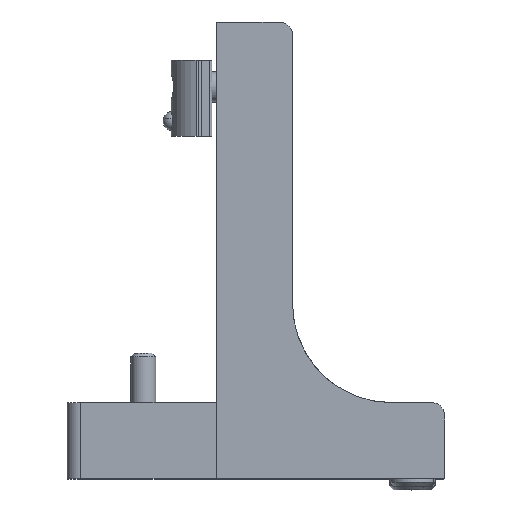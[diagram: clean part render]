
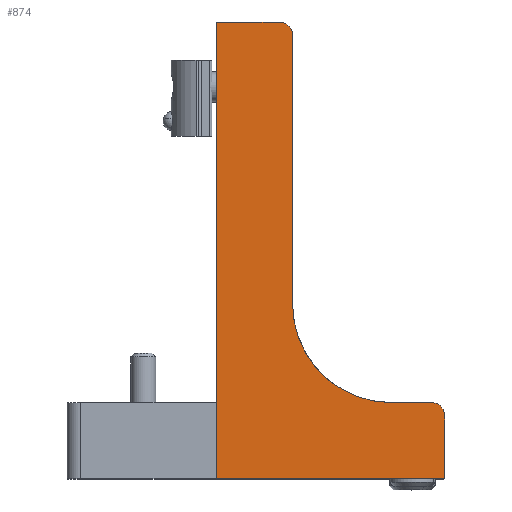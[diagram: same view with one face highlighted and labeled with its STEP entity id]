
A CAD part, top view. The second image highlights one B-rep face of the part: STEP entity #874.
In plain terms, the highlighted planar face has unit normal (0, 0, 1).
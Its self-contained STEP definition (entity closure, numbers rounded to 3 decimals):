
#744 = VERTEX_POINT ( 'NONE', #4015 ) ;
#852 = VERTEX_POINT ( 'NONE', #4349 ) ;
#854 = EDGE_CURVE ( 'NONE', #744, #852, #4348, .T. ) ;
#856 = VERTEX_POINT ( 'NONE', #4337 ) ;
#857 = ORIENTED_EDGE ( 'NONE', *, *, #858, .F. ) ;
#858 = EDGE_CURVE ( 'NONE', #859, #856, #4336, .T. ) ;
#859 = VERTEX_POINT ( 'NONE', #4332 ) ;
#860 = ORIENTED_EDGE ( 'NONE', *, *, #861, .F. ) ;
#861 = EDGE_CURVE ( 'NONE', #862, #859, #4331, .T. ) ;
#862 = VERTEX_POINT ( 'NONE', #4392 ) ;
#863 = ORIENTED_EDGE ( 'NONE', *, *, #864, .F. ) ;
#864 = EDGE_CURVE ( 'NONE', #865, #862, #4391, .T. ) ;
#865 = VERTEX_POINT ( 'NONE', #4387 ) ;
#866 = ORIENTED_EDGE ( 'NONE', *, *, #921, .F. ) ;
#867 = VERTEX_POINT ( 'NONE', #4386 ) ;
#874 = ADVANCED_FACE ( 'NONE', ( #4376 ), #4375, .T. ) ;
#875 = EDGE_LOOP ( 'NONE', ( #876, #879, #880, #936, #857, #860, #863, #866, #922, #925 ) ) ;
#876 = ORIENTED_EDGE ( 'NONE', *, *, #877, .F. ) ;
#877 = EDGE_CURVE ( 'NONE', #744, #878, #4370, .T. ) ;
#878 = VERTEX_POINT ( 'NONE', #4366 ) ;
#879 = ORIENTED_EDGE ( 'NONE', *, *, #854, .T. ) ;
#880 = ORIENTED_EDGE ( 'NONE', *, *, #881, .F. ) ;
#881 = EDGE_CURVE ( 'NONE', #935, #852, #4365, .T. ) ;
#921 = EDGE_CURVE ( 'NONE', #867, #865, #4481, .T. ) ;
#922 = ORIENTED_EDGE ( 'NONE', *, *, #923, .F. ) ;
#923 = EDGE_CURVE ( 'NONE', #924, #867, #4476, .T. ) ;
#924 = VERTEX_POINT ( 'NONE', #4472 ) ;
#925 = ORIENTED_EDGE ( 'NONE', *, *, #926, .F. ) ;
#926 = EDGE_CURVE ( 'NONE', #878, #924, #4471, .T. ) ;
#935 = VERTEX_POINT ( 'NONE', #4512 ) ;
#936 = ORIENTED_EDGE ( 'NONE', *, *, #937, .F. ) ;
#937 = EDGE_CURVE ( 'NONE', #856, #935, #4511, .T. ) ;
#4015 = CARTESIAN_POINT ( 'NONE',  ( 113.805, -10.839, 5.572 ) ) ;
#4328 = DIRECTION ( 'NONE',  ( 0., 1., 0. ) ) ;
#4329 = VECTOR ( 'NONE', #4328, 1000. ) ;
#4330 = CARTESIAN_POINT ( 'NONE',  ( 67.805, -30.839, 5.572 ) ) ;
#4331 = LINE ( 'NONE', #4330, #4329 ) ;
#4332 = CARTESIAN_POINT ( 'NONE',  ( 67.805, 89.161, 5.572 ) ) ;
#4333 = DIRECTION ( 'NONE',  ( 1., 0., 0. ) ) ;
#4334 = VECTOR ( 'NONE', #4333, 1000. ) ;
#4335 = CARTESIAN_POINT ( 'NONE',  ( 67.805, 89.161, 5.572 ) ) ;
#4336 = LINE ( 'NONE', #4335, #4334 ) ;
#4337 = CARTESIAN_POINT ( 'NONE',  ( 84.305, 89.161, 5.572 ) ) ;
#4344 = DIRECTION ( 'NONE',  ( 1., 0., 0. ) ) ;
#4345 = DIRECTION ( 'NONE',  ( 0., 0., -1. ) ) ;
#4346 = CARTESIAN_POINT ( 'NONE',  ( 113.805, 15.161, 5.572 ) ) ;
#4347 = AXIS2_PLACEMENT_3D ( 'NONE', #4346, #4345, #4344 ) ;
#4348 = CIRCLE ( 'NONE', #4347, 26. ) ;
#4349 = CARTESIAN_POINT ( 'NONE',  ( 87.805, 15.161, 5.572 ) ) ;
#4362 = DIRECTION ( 'NONE',  ( 0., -1., 0. ) ) ;
#4363 = VECTOR ( 'NONE', #4362, 1000. ) ;
#4364 = CARTESIAN_POINT ( 'NONE',  ( 87.805, 85.661, 5.572 ) ) ;
#4365 = LINE ( 'NONE', #4364, #4363 ) ;
#4366 = CARTESIAN_POINT ( 'NONE',  ( 124.305, -10.839, 5.572 ) ) ;
#4367 = DIRECTION ( 'NONE',  ( 1., 0., 0. ) ) ;
#4368 = VECTOR ( 'NONE', #4367, 1000. ) ;
#4369 = CARTESIAN_POINT ( 'NONE',  ( 113.805, -10.839, 5.572 ) ) ;
#4370 = LINE ( 'NONE', #4369, #4368 ) ;
#4371 = DIRECTION ( 'NONE',  ( 1., 0., 0. ) ) ;
#4372 = DIRECTION ( 'NONE',  ( 0., 0., 1. ) ) ;
#4373 = CARTESIAN_POINT ( 'NONE',  ( 86.632, 18.991, 5.572 ) ) ;
#4374 = AXIS2_PLACEMENT_3D ( 'NONE', #4373, #4372, #4371 ) ;
#4375 = PLANE ( 'NONE',  #4374 ) ;
#4376 = FACE_OUTER_BOUND ( 'NONE', #875, .T. ) ;
#4386 = CARTESIAN_POINT ( 'NONE',  ( 127.805, -30.539, 5.572 ) ) ;
#4387 = CARTESIAN_POINT ( 'NONE',  ( 127.505, -30.839, 5.572 ) ) ;
#4388 = DIRECTION ( 'NONE',  ( -1., 0., 0. ) ) ;
#4389 = VECTOR ( 'NONE', #4388, 1000. ) ;
#4390 = CARTESIAN_POINT ( 'NONE',  ( 127.505, -30.839, 5.572 ) ) ;
#4391 = LINE ( 'NONE', #4390, #4389 ) ;
#4392 = CARTESIAN_POINT ( 'NONE',  ( 67.805, -30.839, 5.572 ) ) ;
#4467 = DIRECTION ( 'NONE',  ( 1., 0., 0. ) ) ;
#4468 = DIRECTION ( 'NONE',  ( 0., 0., -1. ) ) ;
#4469 = CARTESIAN_POINT ( 'NONE',  ( 124.305, -14.339, 5.572 ) ) ;
#4470 = AXIS2_PLACEMENT_3D ( 'NONE', #4469, #4468, #4467 ) ;
#4471 = CIRCLE ( 'NONE', #4470, 3.5 ) ;
#4472 = CARTESIAN_POINT ( 'NONE',  ( 127.805, -14.339, 5.572 ) ) ;
#4473 = DIRECTION ( 'NONE',  ( 0., -1., 0. ) ) ;
#4474 = VECTOR ( 'NONE', #4473, 1000. ) ;
#4475 = CARTESIAN_POINT ( 'NONE',  ( 127.805, -14.339, 5.572 ) ) ;
#4476 = LINE ( 'NONE', #4475, #4474 ) ;
#4477 = DIRECTION ( 'NONE',  ( 1., 0., 0. ) ) ;
#4478 = DIRECTION ( 'NONE',  ( 0., 0., -1. ) ) ;
#4479 = CARTESIAN_POINT ( 'NONE',  ( 127.505, -30.539, 5.572 ) ) ;
#4480 = AXIS2_PLACEMENT_3D ( 'NONE', #4479, #4478, #4477 ) ;
#4481 = CIRCLE ( 'NONE', #4480, 0.3 ) ;
#4507 = DIRECTION ( 'NONE',  ( 1., 0., 0. ) ) ;
#4508 = DIRECTION ( 'NONE',  ( 0., 0., -1. ) ) ;
#4509 = CARTESIAN_POINT ( 'NONE',  ( 84.305, 85.661, 5.572 ) ) ;
#4510 = AXIS2_PLACEMENT_3D ( 'NONE', #4509, #4508, #4507 ) ;
#4511 = CIRCLE ( 'NONE', #4510, 3.5 ) ;
#4512 = CARTESIAN_POINT ( 'NONE',  ( 87.805, 85.661, 5.572 ) ) ;
